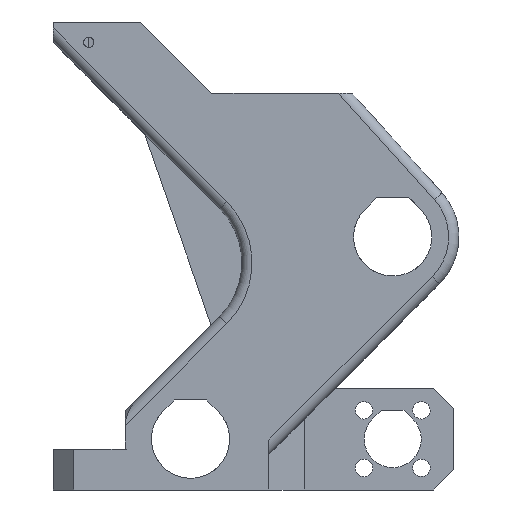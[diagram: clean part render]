
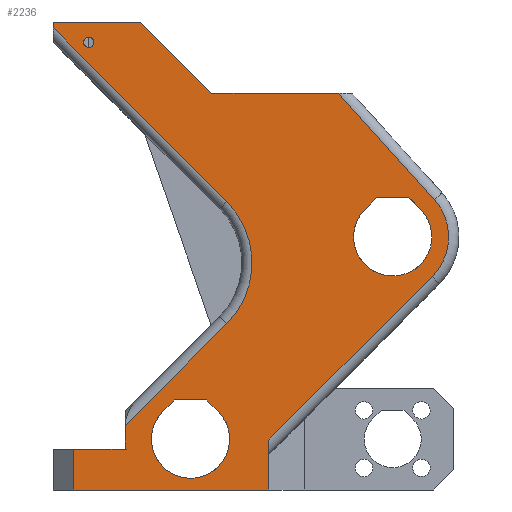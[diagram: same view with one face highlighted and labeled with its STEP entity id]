
A CAD part, left-side view. The second image highlights one B-rep face of the part: STEP entity #2236.
In plain terms, the highlighted planar face has unit normal (-1, 0, 0).
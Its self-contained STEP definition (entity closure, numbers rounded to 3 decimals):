
#2044=AXIS2_PLACEMENT_3D('Plane Axis2P3D',#2041,#2042,#2043) ;
#2057=AXIS2_PLACEMENT_3D('Circle Axis2P3D',#2055,#2056,$) ;
#2104=AXIS2_PLACEMENT_3D('Circle Axis2P3D',#2102,#2103,$) ;
#2152=AXIS2_PLACEMENT_3D('Circle Axis2P3D',#2150,#2151,$) ;
#2161=AXIS2_PLACEMENT_3D('Circle Axis2P3D',#2159,#2160,$) ;
#2193=AXIS2_PLACEMENT_3D('Circle Axis2P3D',#2191,#2192,$) ;
#2204=AXIS2_PLACEMENT_3D('Circle Axis2P3D',#2202,#2203,$) ;
#632=CARTESIAN_POINT('Vertex',(-40.,10.695,28.25)) ;
#712=CARTESIAN_POINT('Vertex',(-40.,35.537,28.25)) ;
#715=CARTESIAN_POINT('Line Origine',(-40.,23.116,28.25)) ;
#1145=CARTESIAN_POINT('Vertex',(-40.,24.365,-39.922)) ;
#1150=CARTESIAN_POINT('Line Origine',(-40.,24.365,-44.836)) ;
#1154=CARTESIAN_POINT('Vertex',(-40.,24.365,-49.75)) ;
#2041=CARTESIAN_POINT('Axis2P3D Location',(-40.,0.,0.)) ;
#2046=CARTESIAN_POINT('Line Origine',(-40.,49.692,24.021)) ;
#2050=CARTESIAN_POINT('Vertex',(-40.,32.635,6.963)) ;
#2052=CARTESIAN_POINT('Vertex',(-40.,66.75,41.078)) ;
#2055=CARTESIAN_POINT('Axis2P3D Location',(-40.,44.656,-5.058)) ;
#2059=CARTESIAN_POINT('Vertex',(-40.,32.635,-17.078)) ;
#2062=CARTESIAN_POINT('Line Origine',(-40.,42.613,-27.057)) ;
#2066=CARTESIAN_POINT('Vertex',(-40.,52.591,-37.035)) ;
#2069=CARTESIAN_POINT('Line Origine',(-40.,52.591,-39.392)) ;
#2073=CARTESIAN_POINT('Vertex',(-40.,52.591,-41.75)) ;
#2076=CARTESIAN_POINT('Line Origine',(-40.,57.671,-41.75)) ;
#2080=CARTESIAN_POINT('Vertex',(-40.,62.75,-41.75)) ;
#2083=CARTESIAN_POINT('Line Origine',(-40.,62.75,-45.75)) ;
#2087=CARTESIAN_POINT('Vertex',(-40.,62.75,-49.75)) ;
#2090=CARTESIAN_POINT('Line Origine',(-40.,43.558,-49.75)) ;
#2095=CARTESIAN_POINT('Line Origine',(-40.,8.294,-23.85)) ;
#2099=CARTESIAN_POINT('Vertex',(-40.,-7.778,-7.778)) ;
#2102=CARTESIAN_POINT('Axis2P3D Location',(-40.,0.,0.)) ;
#2106=CARTESIAN_POINT('Vertex',(-40.,-8.163,7.374)) ;
#2109=CARTESIAN_POINT('Line Origine',(-40.,1.266,17.812)) ;
#2114=CARTESIAN_POINT('Line Origine',(-40.,42.537,35.25)) ;
#2118=CARTESIAN_POINT('Vertex',(-40.,49.537,42.25)) ;
#2121=CARTESIAN_POINT('Line Origine',(-40.,58.143,42.25)) ;
#2125=CARTESIAN_POINT('Vertex',(-40.,66.75,42.25)) ;
#2128=CARTESIAN_POINT('Line Origine',(-40.,66.75,41.664)) ;
#2150=CARTESIAN_POINT('Axis2P3D Location',(-40.,59.75,38.25)) ;
#2154=CARTESIAN_POINT('Vertex',(-40.,58.75,38.25)) ;
#2156=CARTESIAN_POINT('Vertex',(-40.,60.75,38.25)) ;
#2159=CARTESIAN_POINT('Axis2P3D Location',(-40.,59.75,38.25)) ;
#2168=CARTESIAN_POINT('Line Origine',(-40.,4.317,6.572)) ;
#2172=CARTESIAN_POINT('Vertex',(-40.,3.189,7.7)) ;
#2174=CARTESIAN_POINT('Vertex',(-40.,5.445,5.445)) ;
#2177=CARTESIAN_POINT('Line Origine',(-40.,0.,7.7)) ;
#2181=CARTESIAN_POINT('Vertex',(-40.,-3.189,7.7)) ;
#2184=CARTESIAN_POINT('Line Origine',(-40.,-4.317,6.572)) ;
#2188=CARTESIAN_POINT('Vertex',(-40.,-5.445,5.445)) ;
#2191=CARTESIAN_POINT('Axis2P3D Location',(-40.,0.,0.)) ;
#2202=CARTESIAN_POINT('Axis2P3D Location',(-40.,39.75,-39.75)) ;
#2206=CARTESIAN_POINT('Vertex',(-40.,45.195,-34.305)) ;
#2208=CARTESIAN_POINT('Vertex',(-40.,34.305,-34.305)) ;
#2211=CARTESIAN_POINT('Line Origine',(-40.,44.067,-33.178)) ;
#2215=CARTESIAN_POINT('Vertex',(-40.,42.939,-32.05)) ;
#2218=CARTESIAN_POINT('Line Origine',(-40.,39.75,-32.05)) ;
#2222=CARTESIAN_POINT('Vertex',(-40.,36.561,-32.05)) ;
#2225=CARTESIAN_POINT('Line Origine',(-40.,35.433,-33.178)) ;
#716=DIRECTION('Vector Direction',(0.,-1.,0.)) ;
#1151=DIRECTION('Vector Direction',(0.,0.,-1.)) ;
#2042=DIRECTION('Axis2P3D Direction',(1.,0.,0.)) ;
#2043=DIRECTION('Axis2P3D XDirection',(0.,1.,0.)) ;
#2047=DIRECTION('Vector Direction',(0.,-0.707,-0.707)) ;
#2056=DIRECTION('Axis2P3D Direction',(1.,0.,0.)) ;
#2063=DIRECTION('Vector Direction',(0.,-0.707,0.707)) ;
#2070=DIRECTION('Vector Direction',(0.,0.,1.)) ;
#2077=DIRECTION('Vector Direction',(0.,-1.,0.)) ;
#2084=DIRECTION('Vector Direction',(0.,0.,-1.)) ;
#2091=DIRECTION('Vector Direction',(0.,-1.,0.)) ;
#2096=DIRECTION('Vector Direction',(0.,-0.707,0.707)) ;
#2103=DIRECTION('Axis2P3D Direction',(1.,0.,0.)) ;
#2110=DIRECTION('Vector Direction',(0.,-0.67,-0.742)) ;
#2115=DIRECTION('Vector Direction',(0.,-0.707,-0.707)) ;
#2122=DIRECTION('Vector Direction',(0.,-1.,0.)) ;
#2129=DIRECTION('Vector Direction',(0.,0.,1.)) ;
#2151=DIRECTION('Axis2P3D Direction',(1.,0.,0.)) ;
#2160=DIRECTION('Axis2P3D Direction',(1.,0.,0.)) ;
#2169=DIRECTION('Vector Direction',(0.,0.707,-0.707)) ;
#2178=DIRECTION('Vector Direction',(0.,1.,0.)) ;
#2185=DIRECTION('Vector Direction',(0.,0.707,0.707)) ;
#2192=DIRECTION('Axis2P3D Direction',(1.,0.,0.)) ;
#2203=DIRECTION('Axis2P3D Direction',(1.,0.,0.)) ;
#2212=DIRECTION('Vector Direction',(0.,0.707,-0.707)) ;
#2219=DIRECTION('Vector Direction',(0.,1.,0.)) ;
#2226=DIRECTION('Vector Direction',(0.,0.707,0.707)) ;
#717=VECTOR('Line Direction',#716,1.) ;
#1152=VECTOR('Line Direction',#1151,1.) ;
#2048=VECTOR('Line Direction',#2047,1.) ;
#2064=VECTOR('Line Direction',#2063,1.) ;
#2071=VECTOR('Line Direction',#2070,1.) ;
#2078=VECTOR('Line Direction',#2077,1.) ;
#2085=VECTOR('Line Direction',#2084,1.) ;
#2092=VECTOR('Line Direction',#2091,1.) ;
#2097=VECTOR('Line Direction',#2096,1.) ;
#2111=VECTOR('Line Direction',#2110,1.) ;
#2116=VECTOR('Line Direction',#2115,1.) ;
#2123=VECTOR('Line Direction',#2122,1.) ;
#2130=VECTOR('Line Direction',#2129,1.) ;
#2170=VECTOR('Line Direction',#2169,1.) ;
#2179=VECTOR('Line Direction',#2178,1.) ;
#2186=VECTOR('Line Direction',#2185,1.) ;
#2213=VECTOR('Line Direction',#2212,1.) ;
#2220=VECTOR('Line Direction',#2219,1.) ;
#2227=VECTOR('Line Direction',#2226,1.) ;
#2134=ORIENTED_EDGE('',*,*,#2054,.F.) ;
#2135=ORIENTED_EDGE('',*,*,#2061,.F.) ;
#2136=ORIENTED_EDGE('',*,*,#2068,.F.) ;
#2137=ORIENTED_EDGE('',*,*,#2075,.F.) ;
#2138=ORIENTED_EDGE('',*,*,#2082,.F.) ;
#2139=ORIENTED_EDGE('',*,*,#2089,.F.) ;
#2140=ORIENTED_EDGE('',*,*,#2094,.F.) ;
#2141=ORIENTED_EDGE('',*,*,#1156,.F.) ;
#2142=ORIENTED_EDGE('',*,*,#2101,.F.) ;
#2143=ORIENTED_EDGE('',*,*,#2108,.F.) ;
#2144=ORIENTED_EDGE('',*,*,#2113,.F.) ;
#2145=ORIENTED_EDGE('',*,*,#719,.F.) ;
#2146=ORIENTED_EDGE('',*,*,#2120,.F.) ;
#2147=ORIENTED_EDGE('',*,*,#2127,.F.) ;
#2148=ORIENTED_EDGE('',*,*,#2132,.F.) ;
#2165=ORIENTED_EDGE('',*,*,#2158,.T.) ;
#2166=ORIENTED_EDGE('',*,*,#2163,.T.) ;
#2197=ORIENTED_EDGE('',*,*,#2176,.F.) ;
#2198=ORIENTED_EDGE('',*,*,#2183,.F.) ;
#2199=ORIENTED_EDGE('',*,*,#2190,.F.) ;
#2200=ORIENTED_EDGE('',*,*,#2195,.F.) ;
#2231=ORIENTED_EDGE('',*,*,#2210,.F.) ;
#2232=ORIENTED_EDGE('',*,*,#2217,.F.) ;
#2233=ORIENTED_EDGE('',*,*,#2224,.F.) ;
#2234=ORIENTED_EDGE('',*,*,#2229,.F.) ;
#2167=FACE_BOUND('',#2164,.T.) ;
#2201=FACE_BOUND('',#2196,.T.) ;
#2235=FACE_BOUND('',#2230,.T.) ;
#2236=ADVANCED_FACE('PartBody',(#2149,#2167,#2201,#2235),#2045,.F.) ;
#2058=CIRCLE('generated circle',#2057,17.) ;
#2105=CIRCLE('generated circle',#2104,11.) ;
#2153=CIRCLE('generated circle',#2152,1.) ;
#2162=CIRCLE('generated circle',#2161,1.) ;
#2194=CIRCLE('generated circle',#2193,7.7) ;
#2205=CIRCLE('generated circle',#2204,7.7) ;
#719=EDGE_CURVE('',#713,#633,#718,.T.) ;
#1156=EDGE_CURVE('',#1146,#1155,#1153,.T.) ;
#2054=EDGE_CURVE('',#2051,#2053,#2049,.F.) ;
#2061=EDGE_CURVE('',#2060,#2051,#2058,.F.) ;
#2068=EDGE_CURVE('',#2067,#2060,#2065,.T.) ;
#2075=EDGE_CURVE('',#2074,#2067,#2072,.T.) ;
#2082=EDGE_CURVE('',#2081,#2074,#2079,.T.) ;
#2089=EDGE_CURVE('',#2088,#2081,#2086,.F.) ;
#2094=EDGE_CURVE('',#1155,#2088,#2093,.F.) ;
#2101=EDGE_CURVE('',#2100,#1146,#2098,.F.) ;
#2108=EDGE_CURVE('',#2107,#2100,#2105,.T.) ;
#2113=EDGE_CURVE('',#633,#2107,#2112,.T.) ;
#2120=EDGE_CURVE('',#2119,#713,#2117,.T.) ;
#2127=EDGE_CURVE('',#2126,#2119,#2124,.T.) ;
#2132=EDGE_CURVE('',#2053,#2126,#2131,.T.) ;
#2158=EDGE_CURVE('',#2155,#2157,#2153,.T.) ;
#2163=EDGE_CURVE('',#2157,#2155,#2162,.T.) ;
#2176=EDGE_CURVE('',#2173,#2175,#2171,.T.) ;
#2183=EDGE_CURVE('',#2182,#2173,#2180,.T.) ;
#2190=EDGE_CURVE('',#2189,#2182,#2187,.T.) ;
#2195=EDGE_CURVE('',#2175,#2189,#2194,.F.) ;
#2210=EDGE_CURVE('',#2207,#2209,#2205,.F.) ;
#2217=EDGE_CURVE('',#2216,#2207,#2214,.T.) ;
#2224=EDGE_CURVE('',#2223,#2216,#2221,.T.) ;
#2229=EDGE_CURVE('',#2209,#2223,#2228,.T.) ;
#2133=EDGE_LOOP('',(#2134,#2135,#2136,#2137,#2138,#2139,#2140,#2141,#2142,#2143,#2144,#2145,#2146,#2147,#2148)) ;
#2164=EDGE_LOOP('',(#2165,#2166)) ;
#2196=EDGE_LOOP('',(#2197,#2198,#2199,#2200)) ;
#2230=EDGE_LOOP('',(#2231,#2232,#2233,#2234)) ;
#2149=FACE_OUTER_BOUND('',#2133,.T.) ;
#718=LINE('Line',#715,#717) ;
#1153=LINE('Line',#1150,#1152) ;
#2049=LINE('Line',#2046,#2048) ;
#2065=LINE('Line',#2062,#2064) ;
#2072=LINE('Line',#2069,#2071) ;
#2079=LINE('Line',#2076,#2078) ;
#2086=LINE('Line',#2083,#2085) ;
#2093=LINE('Line',#2090,#2092) ;
#2098=LINE('Line',#2095,#2097) ;
#2112=LINE('Line',#2109,#2111) ;
#2117=LINE('Line',#2114,#2116) ;
#2124=LINE('Line',#2121,#2123) ;
#2131=LINE('Line',#2128,#2130) ;
#2171=LINE('Line',#2168,#2170) ;
#2180=LINE('Line',#2177,#2179) ;
#2187=LINE('Line',#2184,#2186) ;
#2214=LINE('Line',#2211,#2213) ;
#2221=LINE('Line',#2218,#2220) ;
#2228=LINE('Line',#2225,#2227) ;
#2045=PLANE('',#2044) ;
#633=VERTEX_POINT('',#632) ;
#713=VERTEX_POINT('',#712) ;
#1146=VERTEX_POINT('',#1145) ;
#1155=VERTEX_POINT('',#1154) ;
#2051=VERTEX_POINT('',#2050) ;
#2053=VERTEX_POINT('',#2052) ;
#2060=VERTEX_POINT('',#2059) ;
#2067=VERTEX_POINT('',#2066) ;
#2074=VERTEX_POINT('',#2073) ;
#2081=VERTEX_POINT('',#2080) ;
#2088=VERTEX_POINT('',#2087) ;
#2100=VERTEX_POINT('',#2099) ;
#2107=VERTEX_POINT('',#2106) ;
#2119=VERTEX_POINT('',#2118) ;
#2126=VERTEX_POINT('',#2125) ;
#2155=VERTEX_POINT('',#2154) ;
#2157=VERTEX_POINT('',#2156) ;
#2173=VERTEX_POINT('',#2172) ;
#2175=VERTEX_POINT('',#2174) ;
#2182=VERTEX_POINT('',#2181) ;
#2189=VERTEX_POINT('',#2188) ;
#2207=VERTEX_POINT('',#2206) ;
#2209=VERTEX_POINT('',#2208) ;
#2216=VERTEX_POINT('',#2215) ;
#2223=VERTEX_POINT('',#2222) ;
